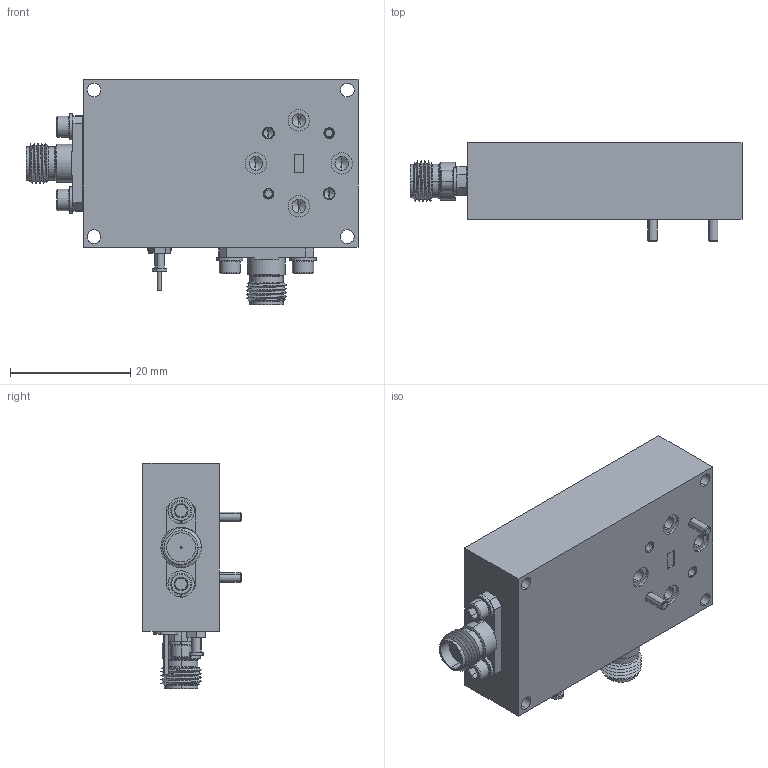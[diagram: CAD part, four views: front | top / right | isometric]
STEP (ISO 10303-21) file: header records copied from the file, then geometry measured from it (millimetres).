
FILE_DESCRIPTION (( 'STEP AP214' ), '1' );
FILE_NAME ('SST-7930531815-12-D2.STEP', '2019-04-29T18:41:38', ( '' ), ( '' ), 'SwSTEP 2.0', 'SolidWorks 2016', '' );
FILE_SCHEMA (( 'AUTOMOTIVE_DESIGN' ));
Length unit declared in the file: inch
Products named in the file (1): SST-7930531815-12-D2
Bounding box: 55.24 x 16.32 x 37.47 mm (x, y, z)
Volume: 16741.4 mm3; surface area: 10504.8 mm2
Topology: 25 solids, 25 shells, 886 faces, 2244 edges, 1417 vertices
Faces by surface type: cylinder 443, plane 231, cone 178, bspline 28, torus 6
Entity records: 49050 total; most frequent: CARTESIAN_POINT 17603, ORIENTED_EDGE 4396, DIRECTION 3795, EDGE_CURVE 2198, AXIS2_PLACEMENT_3D 1450, VERTEX_POINT 1417, EDGE_LOOP 977, UNCERTAINTY_MEASURE_WITH_UNIT 913
